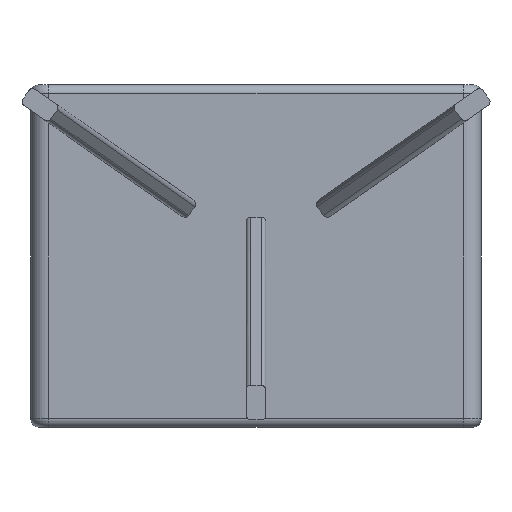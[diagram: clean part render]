
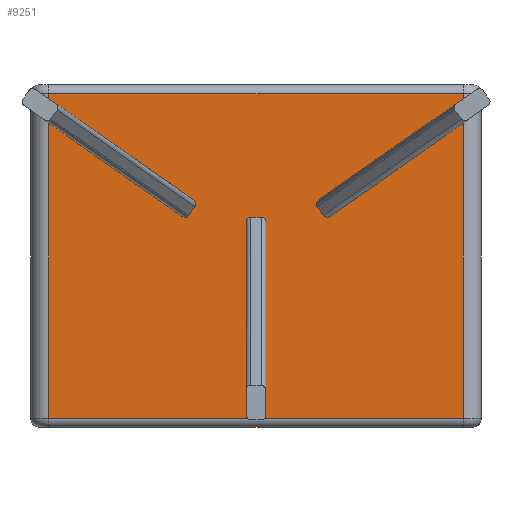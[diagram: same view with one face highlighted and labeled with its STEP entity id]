
A CAD part, front view. The second image highlights one B-rep face of the part: STEP entity #9251.
In plain terms, the highlighted planar face has unit normal (0, -1, 0).
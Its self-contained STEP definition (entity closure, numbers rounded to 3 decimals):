
#21 = DIRECTION ( 'NONE',  ( 0., -1., 0. ) ) ;
#110 = AXIS2_PLACEMENT_3D ( 'NONE', #7213, #13208, #7341 ) ;
#280 = ORIENTED_EDGE ( 'NONE', *, *, #22513, .F. ) ;
#311 = EDGE_CURVE ( 'NONE', #8464, #7919, #22890, .T. ) ;
#353 = CARTESIAN_POINT ( 'NONE',  ( -230., -80., -180. ) ) ;
#464 = EDGE_CURVE ( 'NONE', #7919, #3287, #14552, .T. ) ;
#694 = AXIS2_PLACEMENT_3D ( 'NONE', #10475, #21604, #12299 ) ;
#765 = DIRECTION ( 'NONE',  ( 0., 0., -1. ) ) ;
#1014 = ORIENTED_EDGE ( 'NONE', *, *, #10032, .F. ) ;
#1499 = EDGE_CURVE ( 'NONE', #16365, #9459, #19312, .T. ) ;
#1684 = EDGE_CURVE ( 'NONE', #19927, #7358, #19709, .T. ) ;
#1947 = DIRECTION ( 'NONE',  ( -1., 0., 0. ) ) ;
#2166 = ORIENTED_EDGE ( 'NONE', *, *, #11018, .F. ) ;
#2573 = CIRCLE ( 'NONE', #22105, 5. ) ;
#2786 = DIRECTION ( 'NONE',  ( 0., -1., 0. ) ) ;
#2894 = AXIS2_PLACEMENT_3D ( 'NONE', #23211, #2786, #5961 ) ;
#3222 = DIRECTION ( 'NONE',  ( 0., 0., 1. ) ) ;
#3287 = VERTEX_POINT ( 'NONE', #7562 ) ;
#3732 = DIRECTION ( 'NONE',  ( 0., 0., -1. ) ) ;
#3797 = EDGE_LOOP ( 'NONE', ( #2166, #6780 ) ) ;
#3865 = EDGE_LOOP ( 'NONE', ( #4699, #5657 ) ) ;
#4087 = ORIENTED_EDGE ( 'NONE', *, *, #1499, .F. ) ;
#4241 = AXIS2_PLACEMENT_3D ( 'NONE', #19380, #17561, #765 ) ;
#4295 = CARTESIAN_POINT ( 'NONE',  ( 230., -80., 190. ) ) ;
#4366 = EDGE_CURVE ( 'NONE', #9731, #5931, #10366, .T. ) ;
#4400 = CARTESIAN_POINT ( 'NONE',  ( 0., -80., 5. ) ) ;
#4462 = AXIS2_PLACEMENT_3D ( 'NONE', #12236, #4897, #6845 ) ;
#4699 = ORIENTED_EDGE ( 'NONE', *, *, #1684, .F. ) ;
#4857 = ORIENTED_EDGE ( 'NONE', *, *, #311, .T. ) ;
#4897 = DIRECTION ( 'NONE',  ( 0., -1., 0. ) ) ;
#5026 = EDGE_CURVE ( 'NONE', #15453, #5442, #5100, .T. ) ;
#5100 = CIRCLE ( 'NONE', #18793, 5. ) ;
#5128 = ORIENTED_EDGE ( 'NONE', *, *, #13075, .T. ) ;
#5139 = CARTESIAN_POINT ( 'NONE',  ( -106.49, -80., 74.565 ) ) ;
#5442 = VERTEX_POINT ( 'NONE', #15620 ) ;
#5657 = ORIENTED_EDGE ( 'NONE', *, *, #20654, .F. ) ;
#5931 = VERTEX_POINT ( 'NONE', #18039 ) ;
#5961 = DIRECTION ( 'NONE',  ( 0., 0., -1. ) ) ;
#5988 = EDGE_LOOP ( 'NONE', ( #12252, #280 ) ) ;
#6074 = CARTESIAN_POINT ( 'NONE',  ( -180.213, -80., 121.187 ) ) ;
#6238 = LINE ( 'NONE', #23364, #18615 ) ;
#6540 = VECTOR ( 'NONE', #7956, 1000. ) ;
#6749 = ORIENTED_EDGE ( 'NONE', *, *, #5026, .F. ) ;
#6780 = ORIENTED_EDGE ( 'NONE', *, *, #4366, .F. ) ;
#6845 = DIRECTION ( 'NONE',  ( 0., 0., -1. ) ) ;
#7138 = EDGE_LOOP ( 'NONE', ( #5128, #16530, #4857, #16358 ) ) ;
#7213 = CARTESIAN_POINT ( 'NONE',  ( -180.213, -80., 126.187 ) ) ;
#7341 = DIRECTION ( 'NONE',  ( 0., 0., -1. ) ) ;
#7358 = VERTEX_POINT ( 'NONE', #8891 ) ;
#7562 = CARTESIAN_POINT ( 'NONE',  ( -230., -80., 180. ) ) ;
#7667 = FACE_BOUND ( 'NONE', #12586, .T. ) ;
#7919 = VERTEX_POINT ( 'NONE', #22663 ) ;
#7956 = DIRECTION ( 'NONE',  ( 0., 0., 1. ) ) ;
#7963 = CARTESIAN_POINT ( 'NONE',  ( 106.49, -80., 74.565 ) ) ;
#8303 = DIRECTION ( 'NONE',  ( 1., 0., 0. ) ) ;
#8464 = VERTEX_POINT ( 'NONE', #11847 ) ;
#8500 = AXIS2_PLACEMENT_3D ( 'NONE', #16913, #21, #13110 ) ;
#8513 = CIRCLE ( 'NONE', #694, 5. ) ;
#8705 = AXIS2_PLACEMENT_3D ( 'NONE', #5139, #12240, #19850 ) ;
#8799 = AXIS2_PLACEMENT_3D ( 'NONE', #7963, #11764, #22664 ) ;
#8891 = CARTESIAN_POINT ( 'NONE',  ( -106.49, -80., 79.565 ) ) ;
#9085 = CARTESIAN_POINT ( 'NONE',  ( 180.213, -80., 126.187 ) ) ;
#9134 = FACE_BOUND ( 'NONE', #17937, .T. ) ;
#9251 = ADVANCED_FACE ( 'NONE', ( #13049, #9134, #22722, #7667, #12940, #9616, #18817 ), #20423, .T. ) ;
#9337 = DIRECTION ( 'NONE',  ( 0., -1., 0. ) ) ;
#9459 = VERTEX_POINT ( 'NONE', #20884 ) ;
#9616 = FACE_BOUND ( 'NONE', #16449, .T. ) ;
#9731 = VERTEX_POINT ( 'NONE', #12273 ) ;
#9784 = EDGE_CURVE ( 'NONE', #21468, #19367, #20993, .T. ) ;
#9932 = AXIS2_PLACEMENT_3D ( 'NONE', #11579, #23202, #22973 ) ;
#10032 = EDGE_CURVE ( 'NONE', #9459, #16365, #19059, .T. ) ;
#10366 = CIRCLE ( 'NONE', #8799, 5. ) ;
#10475 = CARTESIAN_POINT ( 'NONE',  ( 0., -80., -90. ) ) ;
#11018 = EDGE_CURVE ( 'NONE', #5931, #9731, #2573, .T. ) ;
#11229 = CARTESIAN_POINT ( 'NONE',  ( 106.49, -80., 74.565 ) ) ;
#11337 = EDGE_CURVE ( 'NONE', #16591, #17967, #15079, .T. ) ;
#11450 = CIRCLE ( 'NONE', #110, 5. ) ;
#11464 = CARTESIAN_POINT ( 'NONE',  ( 180.213, -80., 121.187 ) ) ;
#11579 = CARTESIAN_POINT ( 'NONE',  ( 180.213, -80., 126.187 ) ) ;
#11764 = DIRECTION ( 'NONE',  ( 0., -1., 0. ) ) ;
#11847 = CARTESIAN_POINT ( 'NONE',  ( 230., -80., -180. ) ) ;
#12236 = CARTESIAN_POINT ( 'NONE',  ( 0., -80., 0. ) ) ;
#12240 = DIRECTION ( 'NONE',  ( 0., -1., 0. ) ) ;
#12252 = ORIENTED_EDGE ( 'NONE', *, *, #11337, .F. ) ;
#12273 = CARTESIAN_POINT ( 'NONE',  ( 106.49, -80., 79.565 ) ) ;
#12299 = DIRECTION ( 'NONE',  ( 0., 0., -1. ) ) ;
#12586 = EDGE_LOOP ( 'NONE', ( #6749, #14183 ) ) ;
#12817 = AXIS2_PLACEMENT_3D ( 'NONE', #16611, #20535, #20311 ) ;
#12940 = FACE_BOUND ( 'NONE', #3797, .T. ) ;
#13028 = LINE ( 'NONE', #20641, #22168 ) ;
#13049 = FACE_BOUND ( 'NONE', #5988, .T. ) ;
#13075 = EDGE_CURVE ( 'NONE', #3287, #20835, #13028, .T. ) ;
#13110 = DIRECTION ( 'NONE',  ( 0., 0., -1. ) ) ;
#13208 = DIRECTION ( 'NONE',  ( 0., -1., 0. ) ) ;
#13605 = CARTESIAN_POINT ( 'NONE',  ( 0., -80., -95. ) ) ;
#13722 = CARTESIAN_POINT ( 'NONE',  ( 0., -80., -85. ) ) ;
#13749 = DIRECTION ( 'NONE',  ( 0., 0., 1. ) ) ;
#13871 = CARTESIAN_POINT ( 'NONE',  ( -106.49, -80., 69.565 ) ) ;
#13957 = EDGE_CURVE ( 'NONE', #19367, #21468, #8513, .T. ) ;
#14183 = ORIENTED_EDGE ( 'NONE', *, *, #20782, .F. ) ;
#14552 = LINE ( 'NONE', #18478, #15127 ) ;
#14972 = EDGE_CURVE ( 'NONE', #20835, #8464, #6238, .T. ) ;
#15079 = CIRCLE ( 'NONE', #22528, 5. ) ;
#15127 = VECTOR ( 'NONE', #1947, 1000. ) ;
#15371 = CIRCLE ( 'NONE', #8705, 5. ) ;
#15453 = VERTEX_POINT ( 'NONE', #6074 ) ;
#15602 = DIRECTION ( 'NONE',  ( 0., -1., 0. ) ) ;
#15620 = CARTESIAN_POINT ( 'NONE',  ( -180.213, -80., 131.187 ) ) ;
#16358 = ORIENTED_EDGE ( 'NONE', *, *, #464, .T. ) ;
#16365 = VERTEX_POINT ( 'NONE', #4400 ) ;
#16449 = EDGE_LOOP ( 'NONE', ( #1014, #4087 ) ) ;
#16530 = ORIENTED_EDGE ( 'NONE', *, *, #14972, .T. ) ;
#16591 = VERTEX_POINT ( 'NONE', #11464 ) ;
#16611 = CARTESIAN_POINT ( 'NONE',  ( 0., -80., 190. ) ) ;
#16913 = CARTESIAN_POINT ( 'NONE',  ( 0., -80., 0. ) ) ;
#17079 = ORIENTED_EDGE ( 'NONE', *, *, #13957, .F. ) ;
#17561 = DIRECTION ( 'NONE',  ( 0., -1., 0. ) ) ;
#17937 = EDGE_LOOP ( 'NONE', ( #23462, #17079 ) ) ;
#17967 = VERTEX_POINT ( 'NONE', #22152 ) ;
#18039 = CARTESIAN_POINT ( 'NONE',  ( 106.49, -80., 69.565 ) ) ;
#18478 = CARTESIAN_POINT ( 'NONE',  ( 0., -80., 180. ) ) ;
#18615 = VECTOR ( 'NONE', #8303, 1000. ) ;
#18793 = AXIS2_PLACEMENT_3D ( 'NONE', #23224, #19687, #19317 ) ;
#18817 = FACE_OUTER_BOUND ( 'NONE', #7138, .T. ) ;
#19059 = CIRCLE ( 'NONE', #8500, 5. ) ;
#19312 = CIRCLE ( 'NONE', #4462, 5. ) ;
#19317 = DIRECTION ( 'NONE',  ( 0., 0., -1. ) ) ;
#19367 = VERTEX_POINT ( 'NONE', #13722 ) ;
#19380 = CARTESIAN_POINT ( 'NONE',  ( 0., -80., -90. ) ) ;
#19687 = DIRECTION ( 'NONE',  ( 0., -1., 0. ) ) ;
#19709 = CIRCLE ( 'NONE', #2894, 5. ) ;
#19850 = DIRECTION ( 'NONE',  ( 0., 0., -1. ) ) ;
#19927 = VERTEX_POINT ( 'NONE', #13871 ) ;
#20311 = DIRECTION ( 'NONE',  ( 0., 0., -1. ) ) ;
#20423 = PLANE ( 'NONE',  #12817 ) ;
#20535 = DIRECTION ( 'NONE',  ( 0., -1., 0. ) ) ;
#20641 = CARTESIAN_POINT ( 'NONE',  ( -230., -80., 190. ) ) ;
#20654 = EDGE_CURVE ( 'NONE', #7358, #19927, #15371, .T. ) ;
#20782 = EDGE_CURVE ( 'NONE', #5442, #15453, #11450, .T. ) ;
#20835 = VERTEX_POINT ( 'NONE', #353 ) ;
#20884 = CARTESIAN_POINT ( 'NONE',  ( 0., -80., -5. ) ) ;
#20993 = CIRCLE ( 'NONE', #4241, 5. ) ;
#21468 = VERTEX_POINT ( 'NONE', #13605 ) ;
#21604 = DIRECTION ( 'NONE',  ( 0., -1., 0. ) ) ;
#22105 = AXIS2_PLACEMENT_3D ( 'NONE', #11229, #15602, #13749 ) ;
#22152 = CARTESIAN_POINT ( 'NONE',  ( 180.213, -80., 131.187 ) ) ;
#22168 = VECTOR ( 'NONE', #3732, 1000. ) ;
#22513 = EDGE_CURVE ( 'NONE', #17967, #16591, #23609, .T. ) ;
#22528 = AXIS2_PLACEMENT_3D ( 'NONE', #9085, #9337, #3222 ) ;
#22663 = CARTESIAN_POINT ( 'NONE',  ( 230., -80., 180. ) ) ;
#22664 = DIRECTION ( 'NONE',  ( 0., 0., 1. ) ) ;
#22722 = FACE_BOUND ( 'NONE', #3865, .T. ) ;
#22890 = LINE ( 'NONE', #4295, #6540 ) ;
#22973 = DIRECTION ( 'NONE',  ( 0., 0., 1. ) ) ;
#23202 = DIRECTION ( 'NONE',  ( 0., -1., 0. ) ) ;
#23211 = CARTESIAN_POINT ( 'NONE',  ( -106.49, -80., 74.565 ) ) ;
#23224 = CARTESIAN_POINT ( 'NONE',  ( -180.213, -80., 126.187 ) ) ;
#23364 = CARTESIAN_POINT ( 'NONE',  ( 230., -80., -180. ) ) ;
#23462 = ORIENTED_EDGE ( 'NONE', *, *, #9784, .F. ) ;
#23609 = CIRCLE ( 'NONE', #9932, 5. ) ;
